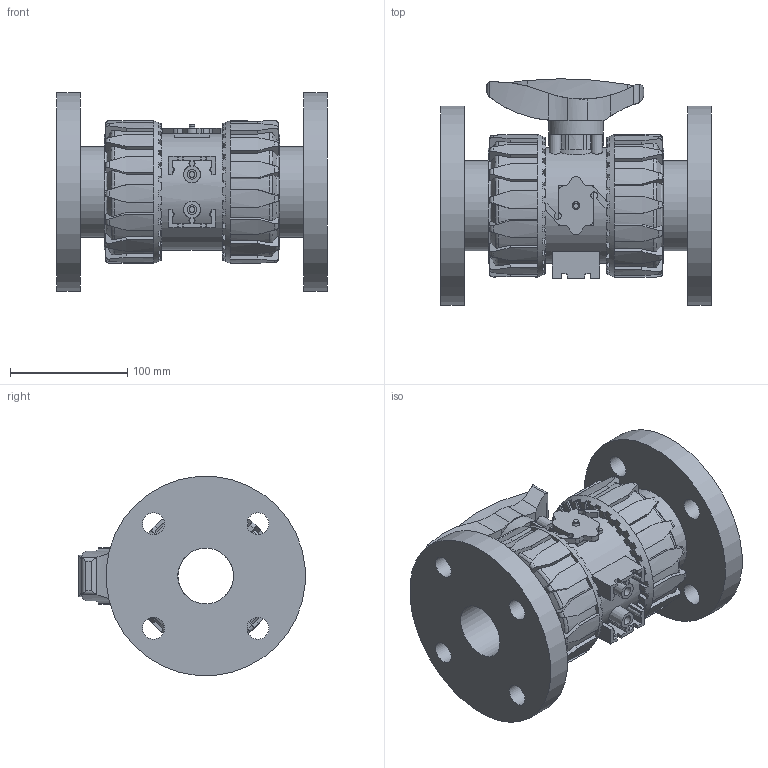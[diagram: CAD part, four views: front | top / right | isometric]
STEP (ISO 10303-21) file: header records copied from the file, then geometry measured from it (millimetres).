
FILE_DESCRIPTION(/* description */ (''),/* implementation_level */ '2;1');
FILE_NAME(/* name */ 'VKDOV063E.iam.stp',/* time_stamp */ '2013-10-01T10:38:07+02:00',/* author */ ('FBRUSA'),/* organization */ (''),/* preprocessor_version */ 'ST-DEVELOPER v15.2',/* originating_system */ 'Autodesk Inventor 2014',/* authorisation */ '');
FILE_SCHEMA (('AUTOMOTIVE_DESIGN { 1 0 10303 214 3 1 1 }'));
Length unit declared in the file: millimetre
Products named in the file (6): cassa VKD_63; Arpione 63; NTVKD063V; SETFLOV063; 1MNC063; VKDOV063E
Bounding box: 230.6 x 192.86 x 169.45 mm (x, y, z)
Volume: 2252725 mm3; surface area: 353225.5 mm2
Topology: 7 solids, 7 shells, 934 faces, 2625 edges, 1730 vertices
Faces by surface type: plane 639, cylinder 169, cone 66, torus 60
Full cylindrical faces by diameter (mm): 3.5 x4, 4.2 x4, 4.3 x1, 5 x3, 6.612 x1, 6.9 x1, 8 x2, 18.7 x8, 46.476 x1, 47.3 x1, 47.5 x2, 75 x1, 77.1 x2, 81.3 x2, 90 x2, 98.3 x2, 99 x1, 99.3 x2, 101.3 x2, 170.1 x2
Entity records: 20398 total; most frequent: CARTESIAN_POINT 5058, ORIENTED_EDGE 3252, DIRECTION 3219, EDGE_CURVE 1626, AXIS2_PLACEMENT_3D 1266, VERTEX_POINT 1096, LINE 687, VECTOR 687
